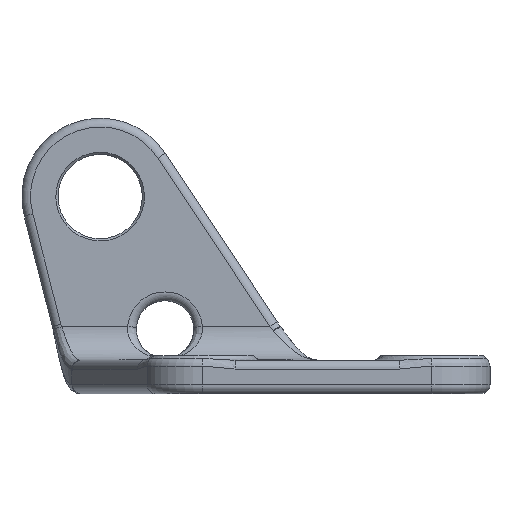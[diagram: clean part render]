
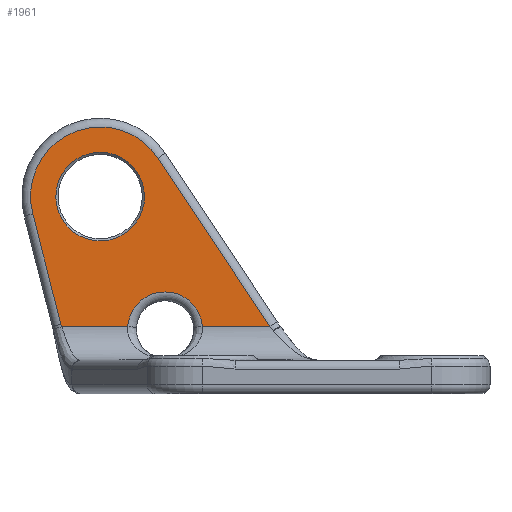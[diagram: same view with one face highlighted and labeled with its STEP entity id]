
A CAD part, front view. The second image highlights one B-rep face of the part: STEP entity #1961.
In plain terms, the highlighted planar face has unit normal (0, -1, 0).
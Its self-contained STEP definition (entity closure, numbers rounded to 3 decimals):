
#156=CARTESIAN_POINT('',(-35.426,-928.829,15.24));
#157=VERTEX_POINT('',#156);
#165=CARTESIAN_POINT('',(-18.474,-928.829,15.24));
#166=VERTEX_POINT('',#165);
#225=CARTESIAN_POINT('',(-26.95,-928.829,14.604));
#226=DIRECTION('',(0.0,-1.0,0.0));
#227=DIRECTION('',(0.0,0.0,1.0));
#228=AXIS2_PLACEMENT_3D('',#225,#226,#227);
#229=CIRCLE('',#228,8.5);
#230=EDGE_CURVE('',#166,#157,#229,.T.);
#249=CARTESIAN_POINT('',(-50.399,-928.829,15.24));
#250=VERTEX_POINT('',#249);
#251=CARTESIAN_POINT('',(-35.426,-928.829,15.24));
#252=DIRECTION('',(-1.0,0.0,0.0));
#253=VECTOR('',#252,14.973);
#254=LINE('',#251,#253);
#255=EDGE_CURVE('',#157,#250,#254,.T.);
#350=CARTESIAN_POINT('',(-3.157,-928.829,15.24));
#351=VERTEX_POINT('',#350);
#359=CARTESIAN_POINT('',(-3.157,-928.829,15.24));
#360=DIRECTION('',(-1.0,0.0,0.0));
#361=VECTOR('',#360,15.317);
#362=LINE('',#359,#361);
#363=EDGE_CURVE('',#351,#166,#362,.T.);
#1901=CARTESIAN_POINT('',(-49.194,-928.829,38.061));
#1902=VERTEX_POINT('',#1901);
#1903=CARTESIAN_POINT('',(-41.661,-928.829,44.725));
#1904=DIRECTION('',(0.,-1.0,0.));
#1905=DIRECTION('',(0.749,0.,0.663));
#1906=AXIS2_PLACEMENT_3D('',#1903,#1904,#1905);
#1907=CIRCLE('',#1906,10.057);
#1908=EDGE_CURVE('',#1902,#1902,#1907,.T.);
#1916=CARTESIAN_POINT('',(-31.117,-928.829,29.446));
#1917=DIRECTION('',(0.0,1.0,0.0));
#1918=DIRECTION('',(0.0,0.0,1.0));
#1919=AXIS2_PLACEMENT_3D('',#1916,#1917,#1918);
#1920=PLANE('',#1919);
#1921=ORIENTED_EDGE('',*,*,#230,.F.);
#1922=ORIENTED_EDGE('',*,*,#363,.F.);
#1923=CARTESIAN_POINT('',(-28.513,-928.829,53.45));
#1924=VERTEX_POINT('',#1923);
#1925=CARTESIAN_POINT('',(-28.513,-928.829,53.45));
#1926=DIRECTION('',(0.553,0.,-0.833));
#1927=VECTOR('',#1926,45.858);
#1928=LINE('',#1925,#1927);
#1929=EDGE_CURVE('',#1924,#351,#1928,.T.);
#1930=ORIENTED_EDGE('',*,*,#1929,.F.);
#1931=CARTESIAN_POINT('',(-56.951,-928.829,40.82));
#1932=VERTEX_POINT('',#1931);
#1933=CARTESIAN_POINT('',(-41.661,-928.829,44.725));
#1934=DIRECTION('',(0.,1.0,0.));
#1935=DIRECTION('',(-0.406,0.,0.914));
#1936=AXIS2_PLACEMENT_3D('',#1933,#1934,#1935);
#1937=CIRCLE('',#1936,15.78);
#1938=EDGE_CURVE('',#1932,#1924,#1937,.T.);
#1939=ORIENTED_EDGE('',*,*,#1938,.F.);
#1940=CARTESIAN_POINT('',(-50.552,-928.829,15.768));
#1941=VERTEX_POINT('',#1940);
#1942=CARTESIAN_POINT('',(-50.552,-928.829,15.768));
#1943=DIRECTION('',(-0.247,0.,0.969));
#1944=VECTOR('',#1943,25.856);
#1945=LINE('',#1942,#1944);
#1946=EDGE_CURVE('',#1941,#1932,#1945,.T.);
#1947=ORIENTED_EDGE('',*,*,#1946,.F.);
#1948=CARTESIAN_POINT('',(-50.399,-928.829,15.24));
#1949=CARTESIAN_POINT('',(-50.45,-928.829,15.416));
#1950=CARTESIAN_POINT('',(-50.501,-928.829,15.592));
#1951=CARTESIAN_POINT('',(-50.552,-928.829,15.768));
#1952=B_SPLINE_CURVE_WITH_KNOTS('',3,(#1948,#1949,#1950,#1951),.UNSPECIFIED.,.F.,.U.,(4,4),(-0.058,-0.003),.UNSPECIFIED.);
#1953=EDGE_CURVE('',#250,#1941,#1952,.T.);
#1954=ORIENTED_EDGE('',*,*,#1953,.F.);
#1955=ORIENTED_EDGE('',*,*,#255,.F.);
#1956=EDGE_LOOP('',(#1921,#1922,#1930,#1939,#1947,#1954,#1955));
#1957=FACE_OUTER_BOUND('',#1956,.T.);
#1958=ORIENTED_EDGE('',*,*,#1908,.F.);
#1959=EDGE_LOOP('',(#1958));
#1960=FACE_BOUND('',#1959,.T.);
#1961=ADVANCED_FACE('',(#1957,#1960),#1920,.F.);
